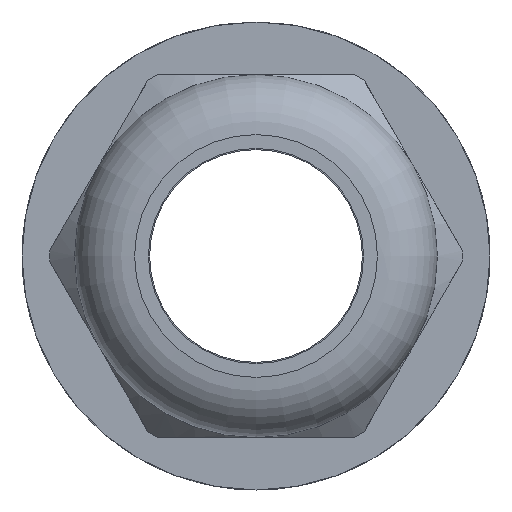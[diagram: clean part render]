
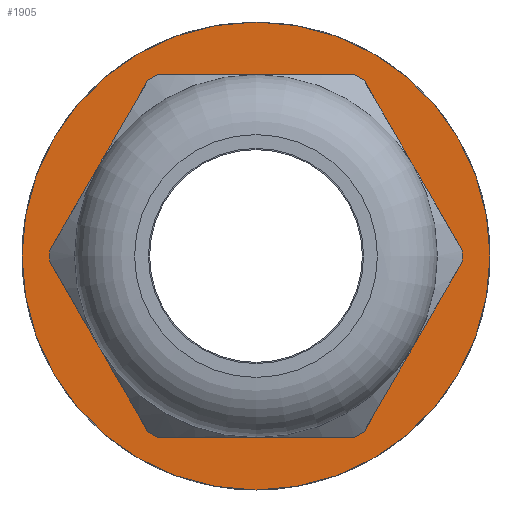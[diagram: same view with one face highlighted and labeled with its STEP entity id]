
A CAD part, front view. The second image highlights one B-rep face of the part: STEP entity #1905.
In plain terms, the highlighted planar face has unit normal (0, -1, 0).
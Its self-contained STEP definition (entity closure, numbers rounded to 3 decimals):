
#1737 = VERTEX_POINT('',#1738);
#1738 = CARTESIAN_POINT('',(0.,1.663,
    18.7));
#1743 = EDGE_CURVE('',#1737,#1737,#1744,.T.);
#1744 = CIRCLE('',#1745,18.7);
#1745 = AXIS2_PLACEMENT_3D('',#1746,#1747,#1748);
#1746 = CARTESIAN_POINT('',(0.,1.663,
    0.));
#1747 = DIRECTION('',(0.,1.,0.));
#1748 = DIRECTION('',(0.,0.,1.));
#1905 = ADVANCED_FACE('',(#1906,#1909),#1920,.F.);
#1906 = FACE_BOUND('',#1907,.T.);
#1907 = EDGE_LOOP('',(#1908));
#1908 = ORIENTED_EDGE('',*,*,#1743,.F.);
#1909 = FACE_BOUND('',#1910,.T.);
#1910 = EDGE_LOOP('',(#1911));
#1911 = ORIENTED_EDGE('',*,*,#1912,.T.);
#1912 = EDGE_CURVE('',#1913,#1913,#1915,.T.);
#1913 = VERTEX_POINT('',#1914);
#1914 = CARTESIAN_POINT('',(0.,1.663,
    12.5));
#1915 = CIRCLE('',#1916,12.5);
#1916 = AXIS2_PLACEMENT_3D('',#1917,#1918,#1919);
#1917 = CARTESIAN_POINT('',(0.,1.663,
    0.));
#1918 = DIRECTION('',(0.,1.,0.));
#1919 = DIRECTION('',(0.,0.,1.));
#1920 = PLANE('',#1921);
#1921 = AXIS2_PLACEMENT_3D('',#1922,#1923,#1924);
#1922 = CARTESIAN_POINT('',(0.,1.663,
    0.));
#1923 = DIRECTION('',(0.,1.,0.));
#1924 = DIRECTION('',(0.,0.,1.));
